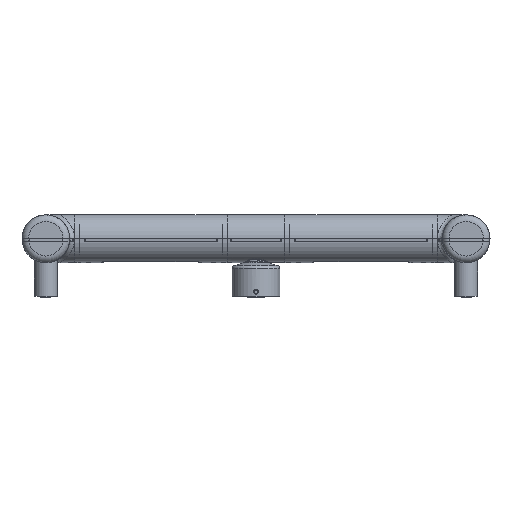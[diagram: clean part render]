
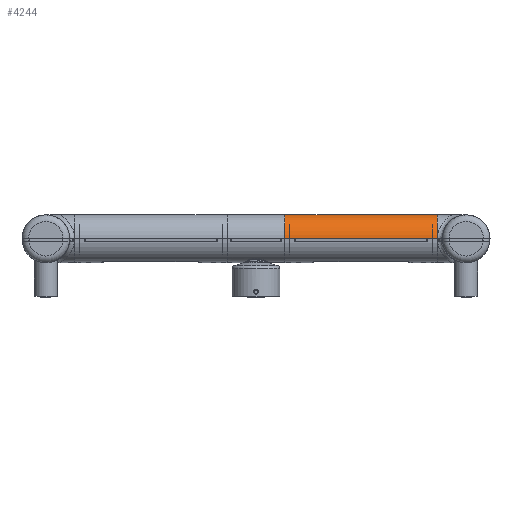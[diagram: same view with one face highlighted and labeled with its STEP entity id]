
A CAD part, front view. The second image highlights one B-rep face of the part: STEP entity #4244.
In plain terms, the highlighted cylindrical face has radius 12.5 mm (diameter 25 mm), a partial arc.
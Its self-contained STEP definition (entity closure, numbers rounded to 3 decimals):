
#2596=CYLINDRICAL_SURFACE('',#53607,12.5);
#4244=ADVANCED_FACE('',(#8528),#2596,.T.);
#8528=FACE_OUTER_BOUND('',#11158,.T.);
#11158=EDGE_LOOP('',(#23250,#23251,#23252,#23253));
#14766=LINE('',#80190,#18390);
#14767=LINE('',#80192,#18391);
#18390=VECTOR('',#59839,1.);
#18391=VECTOR('',#59842,1.);
#23250=ORIENTED_EDGE('',*,*,#43507,.F.);
#23251=ORIENTED_EDGE('',*,*,#43457,.F.);
#23252=ORIENTED_EDGE('',*,*,#43506,.F.);
#23253=ORIENTED_EDGE('',*,*,#43481,.T.);
#38259=VERTEX_POINT('',#80091);
#38260=VERTEX_POINT('',#80093);
#38274=VERTEX_POINT('',#80135);
#38277=VERTEX_POINT('',#80140);
#43457=EDGE_CURVE('',#38259,#38260,#50988,.T.);
#43481=EDGE_CURVE('',#38274,#38277,#51005,.T.);
#43506=EDGE_CURVE('',#38274,#38259,#14766,.T.);
#43507=EDGE_CURVE('',#38260,#38277,#14767,.T.);
#50988=CIRCLE('',#53557,12.5);
#51005=CIRCLE('',#53581,12.5);
#53557=AXIS2_PLACEMENT_3D('',#80092,#59726,#59727);
#53581=AXIS2_PLACEMENT_3D('',#80141,#59781,#59782);
#53607=AXIS2_PLACEMENT_3D('',#80193,#59843,#59844);
#59726=DIRECTION('',(1.,0.,0.));
#59727=DIRECTION('',(0.,0.,1.));
#59781=DIRECTION('',(1.,0.,0.));
#59782=DIRECTION('',(0.,0.,1.));
#59839=DIRECTION('',(1.,0.,0.));
#59842=DIRECTION('',(-1.,0.,0.));
#59843=DIRECTION('',(1.,0.,0.));
#59844=DIRECTION('',(0.,0.,1.));
#80091=CARTESIAN_POINT('',(204.65,122.399,0.));
#80092=CARTESIAN_POINT('',(204.65,109.899,0.));
#80093=CARTESIAN_POINT('',(204.65,97.399,0.));
#80135=CARTESIAN_POINT('',(125.05,122.399,0.));
#80140=CARTESIAN_POINT('',(125.05,97.399,0.));
#80141=CARTESIAN_POINT('',(125.05,109.899,0.));
#80190=CARTESIAN_POINT('',(128.35,122.399,0.));
#80192=CARTESIAN_POINT('',(128.35,97.399,0.));
#80193=CARTESIAN_POINT('',(128.35,109.899,0.));
